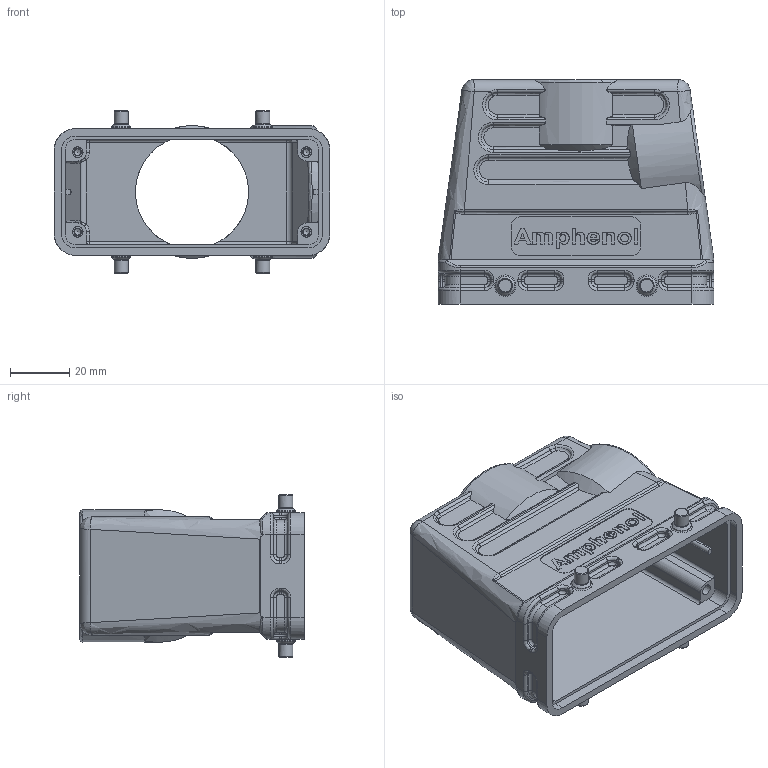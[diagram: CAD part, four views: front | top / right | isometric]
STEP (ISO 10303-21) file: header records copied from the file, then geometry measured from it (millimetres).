
FILE_DESCRIPTION(/* description */ (''),/* implementation_level */ '2;1');
FILE_NAME(/* name */ 'c146 11r016 601 8nxc001-01.stp',/* time_stamp */ '2020-02-05T08:18:46+01:00',/* author */ (''),/* organization */ (''),/* preprocessor_version */ 'ST-DEVELOPER v16.7',/* originating_system */ 'SIEMENS PLM Software NX 12.0',/* authorisation */ '');
FILE_SCHEMA (('AUTOMOTIVE_DESIGN { 1 0 10303 214 3 1 1 1 }'));
Length unit declared in the file: millimetre
Products named in the file (1): c146 11r016 601 8nxc001-01
Bounding box: 93.51 x 76 x 55 mm (x, y, z)
Volume: 57778.7 mm3; surface area: 41729.6 mm2
Topology: 1 solids, 1 shells, 706 faces, 1735 edges, 1054 vertices
Faces by surface type: bspline 213, plane 202, cylinder 190, extrusion 66, cone 25, torus 8, sphere 2
Full cylindrical faces by diameter (mm): 2.5 x4, 4.8 x4, 6.5 x4, 38.38 x1
Entity records: 32131 total; most frequent: CARTESIAN_POINT 12610, ORIENTED_EDGE 3332, DIRECTION 2689, EDGE_CURVE 1666, VERTEX_POINT 1042, AXIS2_PLACEMENT_3D 948, VECTOR 793, EDGE_LOOP 784
